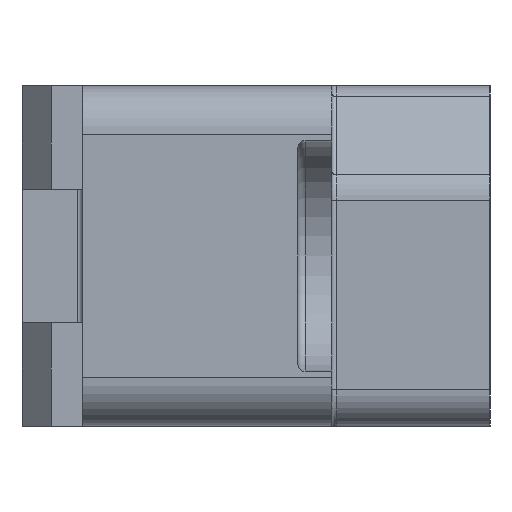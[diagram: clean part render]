
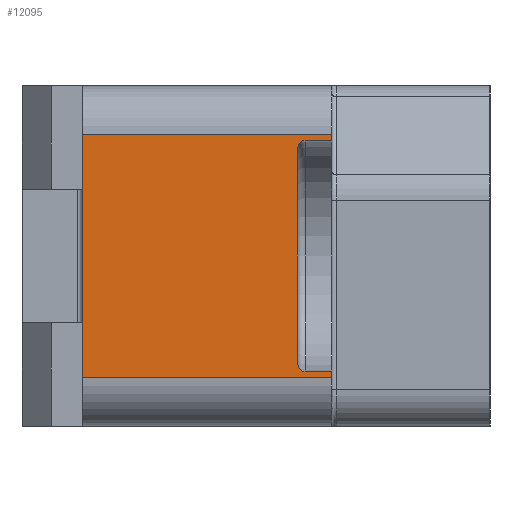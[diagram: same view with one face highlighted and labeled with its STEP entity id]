
A CAD part, left-side view. The second image highlights one B-rep face of the part: STEP entity #12095.
In plain terms, the highlighted planar face has unit normal (-1, 0, 0).
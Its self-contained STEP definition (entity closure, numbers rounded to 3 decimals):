
#545=DIRECTION('',(0.,1.,0.));
#546=VECTOR('',#545,10.25);
#547=CARTESIAN_POINT('',(-40.,0.,-5.));
#548=LINE('',#547,#546);
#554=DIRECTION('',(0.,0.,-1.));
#555=VECTOR('',#554,10.);
#556=CARTESIAN_POINT('',(-40.,10.25,5.));
#557=LINE('',#556,#555);
#607=DIRECTION('',(0.,-1.,0.));
#608=VECTOR('',#607,10.25);
#609=CARTESIAN_POINT('',(-40.,10.25,5.));
#610=LINE('',#609,#608);
#1355=DIRECTION('',(0.,0.,1.));
#1356=VECTOR('',#1355,8.9);
#1357=CARTESIAN_POINT('',(-40.,1.4,-4.45));
#1358=LINE('',#1357,#1356);
#1359=DIRECTION('',(0.,1.,0.));
#1360=VECTOR('',#1359,1.1);
#1361=CARTESIAN_POINT('',(-40.,0.,-4.75));
#1362=LINE('',#1361,#1360);
#1363=DIRECTION('',(0.,0.,-1.));
#1364=VECTOR('',#1363,0.25);
#1365=CARTESIAN_POINT('',(-40.,0.,-4.75));
#1366=LINE('',#1365,#1364);
#1367=DIRECTION('',(0.,0.,-1.));
#1368=VECTOR('',#1367,0.25);
#1369=CARTESIAN_POINT('',(-40.,0.,5.));
#1370=LINE('',#1369,#1368);
#1371=DIRECTION('',(0.,1.,0.));
#1372=VECTOR('',#1371,1.1);
#1373=CARTESIAN_POINT('',(-40.,0.,4.75));
#1374=LINE('',#1373,#1372);
#1398=CARTESIAN_POINT('',(-40.,1.1,-4.45));
#1399=DIRECTION('',(1.,0.,0.));
#1400=DIRECTION('',(0.,0.,-1.));
#1401=AXIS2_PLACEMENT_3D('',#1398,#1399,#1400);
#1422=CARTESIAN_POINT('',(-40.,1.1,4.45));
#1423=DIRECTION('',(1.,0.,0.));
#1424=DIRECTION('',(0.,1.,0.));
#1425=AXIS2_PLACEMENT_3D('',#1422,#1423,#1424);
#8371=CARTESIAN_POINT('',(-40.,0.,5.));
#8372=VERTEX_POINT('',#8371);
#8373=CARTESIAN_POINT('',(-40.,10.25,5.));
#8374=VERTEX_POINT('',#8373);
#8379=CARTESIAN_POINT('',(-40.,10.25,-5.));
#8380=VERTEX_POINT('',#8379);
#8381=CARTESIAN_POINT('',(-40.,0.,-5.));
#8382=VERTEX_POINT('',#8381);
#8391=CARTESIAN_POINT('',(-40.,0.,-4.75));
#8393=VERTEX_POINT('',#8391);
#8397=CARTESIAN_POINT('',(-40.,0.,4.75));
#8398=VERTEX_POINT('',#8397);
#8608=CARTESIAN_POINT('',(-40.,1.4,-4.45));
#8610=VERTEX_POINT('',#8608);
#8612=CARTESIAN_POINT('',(-40.,1.1,-4.75));
#8614=VERTEX_POINT('',#8612);
#8619=CARTESIAN_POINT('',(-40.,1.4,4.45));
#8620=VERTEX_POINT('',#8619);
#8621=CARTESIAN_POINT('',(-40.,1.1,4.75));
#8622=VERTEX_POINT('',#8621);
#12073=CARTESIAN_POINT('',(-40.,0.,7.));
#12074=DIRECTION('',(-1.,0.,0.));
#12075=DIRECTION('',(0.,1.,0.));
#12076=AXIS2_PLACEMENT_3D('',#12073,#12074,#12075);
#12077=PLANE('',#12076);
#12079=ORIENTED_EDGE('',*,*,#12078,.F.);
#12081=ORIENTED_EDGE('',*,*,#12080,.F.);
#12083=ORIENTED_EDGE('',*,*,#12082,.F.);
#12084=ORIENTED_EDGE('',*,*,#10915,.T.);
#12085=ORIENTED_EDGE('',*,*,#10948,.T.);
#12086=ORIENTED_EDGE('',*,*,#10961,.F.);
#12087=ORIENTED_EDGE('',*,*,#11014,.T.);
#12088=ORIENTED_EDGE('',*,*,#10923,.T.);
#12090=ORIENTED_EDGE('',*,*,#12089,.T.);
#12092=ORIENTED_EDGE('',*,*,#12091,.F.);
#12093=EDGE_LOOP('',(#12079,#12081,#12083,#12084,#12085,#12086,#12087,#12088,
#12090,#12092));
#12094=FACE_OUTER_BOUND('',#12093,.F.);
#12095=ADVANCED_FACE('',(#12094),#12077,.T.);
#1402=CIRCLE('',#1401,0.3);
#1426=CIRCLE('',#1425,0.3);
#10915=EDGE_CURVE('',#8393,#8382,#1366,.T.);
#10923=EDGE_CURVE('',#8372,#8398,#1370,.T.);
#10948=EDGE_CURVE('',#8382,#8380,#548,.T.);
#10961=EDGE_CURVE('',#8374,#8380,#557,.T.);
#11014=EDGE_CURVE('',#8374,#8372,#610,.T.);
#12078=EDGE_CURVE('',#8610,#8620,#1358,.T.);
#12080=EDGE_CURVE('',#8614,#8610,#1402,.T.);
#12082=EDGE_CURVE('',#8393,#8614,#1362,.T.);
#12089=EDGE_CURVE('',#8398,#8622,#1374,.T.);
#12091=EDGE_CURVE('',#8620,#8622,#1426,.T.);
